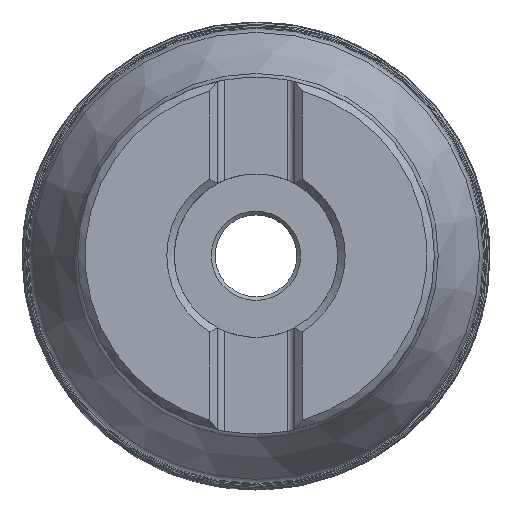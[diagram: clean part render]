
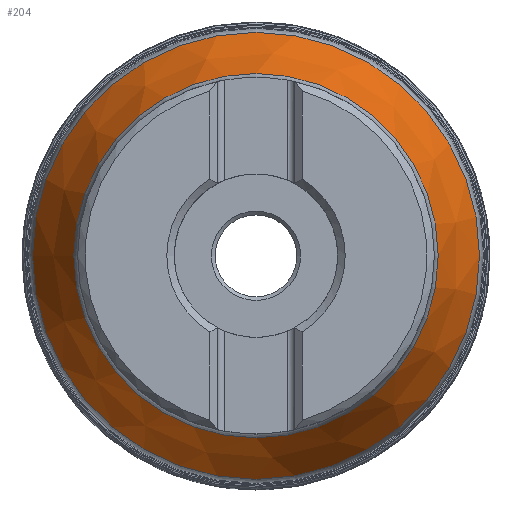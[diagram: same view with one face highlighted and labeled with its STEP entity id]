
A CAD part, top view. The second image highlights one B-rep face of the part: STEP entity #204.
In plain terms, the highlighted conical face has half-angle 26.185 degrees and reference radius 24 mm.
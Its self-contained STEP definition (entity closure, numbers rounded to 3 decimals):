
#48=CONICAL_SURFACE('',#1125,24.,26.185);
#204=ADVANCED_FACE('',(#439,#440),#48,.T.);
#439=FACE_BOUND('',#553,.T.);
#440=FACE_BOUND('',#554,.T.);
#553=EDGE_LOOP('',(#702));
#554=EDGE_LOOP('',(#703));
#702=ORIENTED_EDGE('',*,*,#965,.T.);
#703=ORIENTED_EDGE('',*,*,#966,.T.);
#876=VERTEX_POINT('',#1986);
#877=VERTEX_POINT('',#1988);
#965=EDGE_CURVE('',#876,#876,#1056,.T.);
#966=EDGE_CURVE('',#877,#877,#1057,.T.);
#1056=CIRCLE('',#1123,24.513);
#1057=CIRCLE('',#1124,30.074);
#1123=AXIS2_PLACEMENT_3D('',#1985,#1312,#1313);
#1124=AXIS2_PLACEMENT_3D('',#1987,#1314,#1315);
#1125=AXIS2_PLACEMENT_3D('',#1989,#1316,#1317);
#1312=DIRECTION('',(0.,0.,-1.));
#1313=DIRECTION('',(-1.,0.,0.));
#1314=DIRECTION('',(0.,0.,1.));
#1315=DIRECTION('',(1.,0.,0.));
#1316=DIRECTION('',(0.,0.,-1.));
#1317=DIRECTION('',(-1.,0.,0.));
#1985=CARTESIAN_POINT('',(0.,0.,-12.044));
#1986=CARTESIAN_POINT('',(-24.513,0.,-12.044));
#1987=CARTESIAN_POINT('',(0.,0.,-23.352));
#1988=CARTESIAN_POINT('',(30.074,0.,-23.352));
#1989=CARTESIAN_POINT('',(0.,0.,-11.));
